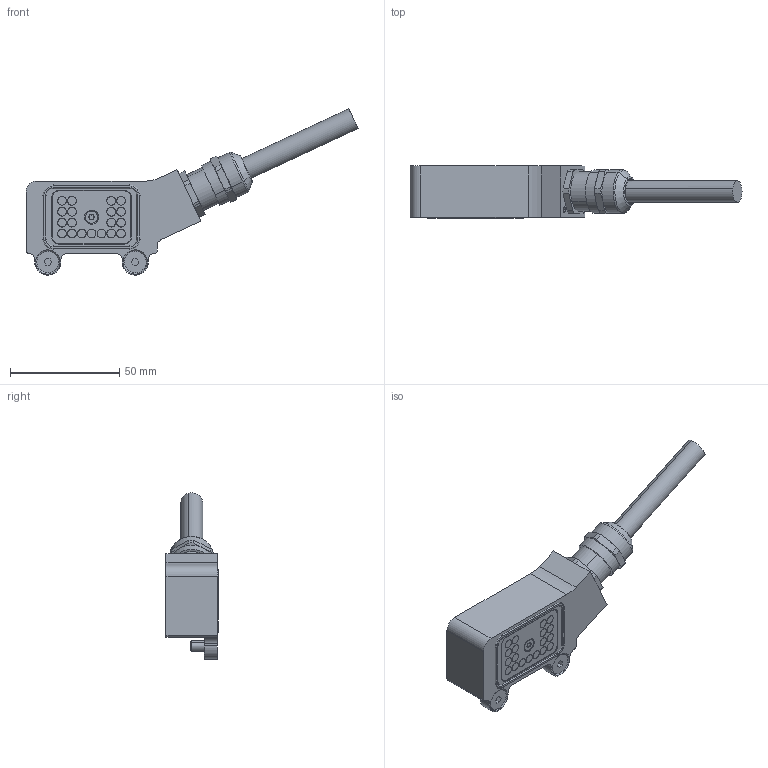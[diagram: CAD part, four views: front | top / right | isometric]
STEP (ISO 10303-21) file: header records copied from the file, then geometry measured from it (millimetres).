
FILE_DESCRIPTION (( 'STEP AP203' ), '1' );
FILE_NAME ('P1312.STEP', '2021-04-15T13:55:24', ( '' ), ( '' ), 'SwSTEP 2.0', 'SolidWorks 2019', '' );
FILE_SCHEMA (( 'CONFIG_CONTROL_DESIGN' ));
Length unit declared in the file: millimetre
Products named in the file (1): P1312
Bounding box: 151.89 x 23.8 x 76.05 mm (x, y, z)
Volume: 76065.4 mm3; surface area: 24072.7 mm2
Topology: 27 solids, 28 shells, 515 faces, 1124 edges, 687 vertices
Faces by surface type: cylinder 262, plane 135, cone 92, torus 26
Entity records: 14230 total; most frequent: DIRECTION 2729, CARTESIAN_POINT 2391, ORIENTED_EDGE 2232, AXIS2_PLACEMENT_3D 1121, EDGE_CURVE 1116, VERTEX_POINT 687, CIRCLE 605, EDGE_LOOP 593
